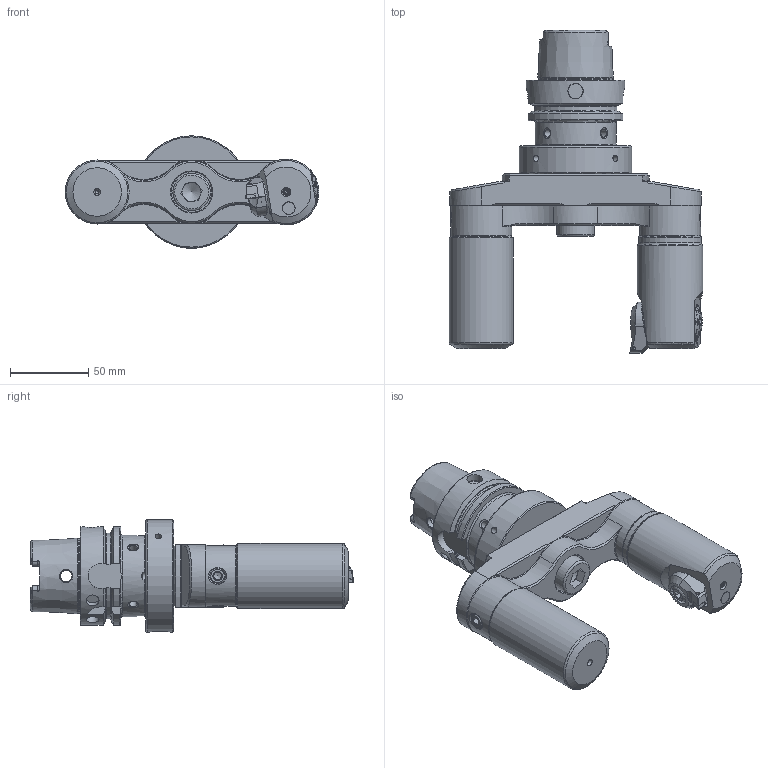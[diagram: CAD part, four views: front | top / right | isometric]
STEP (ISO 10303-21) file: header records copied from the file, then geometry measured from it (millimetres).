
FILE_DESCRIPTION (( 'STEP AP203' ), '1' );
FILE_NAME ('E61.040.032.161.STEP', '2023-05-30T09:34:55', ( '' ), ( '' ), 'SwSTEP 2.0', 'SolidWorks 2017', '' );
FILE_SCHEMA (( 'CONFIG_CONTROL_DESIGN' ));
Length unit declared in the file: millimetre
Products named in the file (29): F42-BG1.011.027_C; A42-BG2.012.005_A; WCA-ER2.001.007_A; CCMT060204; D32-ER2.001.022_B; LMKAS 22 - ø21.8xø14x0.3; WH4-F42.K20.075_MIN mit WP Halter; WCA-ER2.001.006_A; KoU-D32.WH4.161_C_KoU-D32.WH4.145; A42-BG2.013.005_B; ISO 4026 - M8 x 6; A42-BG2.011.014_C; DIN 6885 - 8x7x16; WH4-ER1.001.015; F42-WCA.001.009_C_fertigbearbeitet; HA6-D32.K01.060_E_Fertigbearbeitung; F42-WCA.001.009; E61.040.032.161; F42-BG2.014.014_A; A42-BG1.012.006_B; F42-ER1.101.012_A; A42-BG3.011.030_C; HA6-D32.K01.060_Schraube DIN 7984; F42-BG2.015.022_A; WH4-F42.K20.075_B; Klebstoff D8; F42-BG1.014.027-B; DIN 7984 - M16 x 35; CWF-WH4.041.072_A
Assembly tree (33 placements, depth 5):
  E61.040.032.161
    DIN 7984 - M16 x 35
    KoU-D32.WH4.161_C_KoU-D32.WH4.145
    HA6-D32.K01.060_Schraube DIN 7984
      HA6-D32.K01.060_E_Fertigbearbeitung
      D32-ER2.001.022_B  x2
      DIN 6885 - 8x7x16
    WH4-ER1.001.015  x4
    CWF-WH4.041.072_A
    WH4-F42.K20.075_MIN mit WP Halter
      WH4-F42.K20.075_B
      F42-WCA.001.009
        F42-WCA.001.009_C_fertigbearbeitet
        CCMT060204
        WCA-ER2.001.006_A
      F42-ER1.101.012_A
      A42-BG3.011.030_C
      ISO 4026 - M8 x 6
      Klebstoff D8
      F42-BG1.014.027-B
        A42-BG2.012.005_A
        A42-BG2.013.005_B
        A42-BG1.012.006_B
        F42-BG2.015.022_A
          A42-BG2.011.014_C
          F42-BG2.014.014_A
        F42-BG1.011.027_C
        LMKAS 22 - ø21.8xø14x0.3  x2
      WCA-ER2.001.007_A
Bounding box: 162.5 x 206.9 x 72 mm (x, y, z)
Volume: 533724.3 mm3; surface area: 129686.2 mm2
Topology: 28 solids, 28 shells, 1179 faces, 3025 edges, 1918 vertices
Faces by surface type: plane 535, cone 253, cylinder 221, torus 104, bspline 63, sphere 3
Full cylindrical faces by diameter (mm): 2 x1, 2.05 x1, 2.1 x1, 2.5 x3, 2.8 x1, 3 x2, 3.2 x1, 3.3 x4, 3.4 x1, 3.85 x1, 3.9 x1, 4.15 x1, 4.2 x8, 4.6 x2, 5 x10, 6 x6, 6.8 x4, 7.5 x2, 7.95 x1, 8 x6, 8.4 x1, 8.5 x3, 8.6 x1, 9 x5, 9.4 x1, 9.8 x1, 10 x5, 10.4 x1, 10.95 x1, 11 x4
Entity records: 42193 total; most frequent: CARTESIAN_POINT 15432, ORIENTED_EDGE 4844, DIRECTION 4435, EDGE_CURVE 2422, AXIS2_PLACEMENT_3D 1798, VERTEX_POINT 1694, EDGE_LOOP 1476, FACE_OUTER_BOUND 1264
